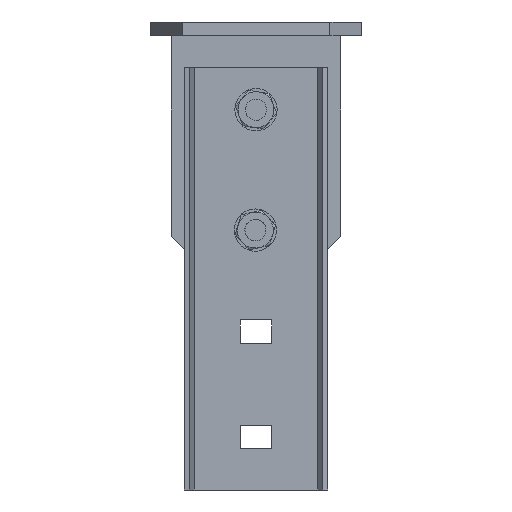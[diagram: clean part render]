
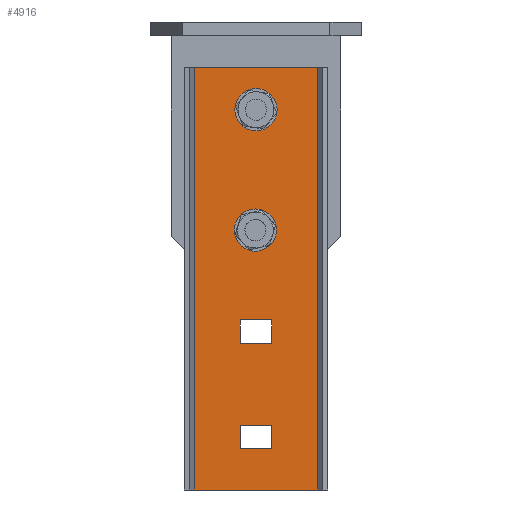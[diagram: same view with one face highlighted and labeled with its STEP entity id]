
A CAD part, left-side view. The second image highlights one B-rep face of the part: STEP entity #4916.
In plain terms, the highlighted face is planar.
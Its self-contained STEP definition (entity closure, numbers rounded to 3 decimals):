
#4171=DIRECTION('',(0.,-1.,0.));
#4172=VECTOR('',#4171,58.229);
#4173=CARTESIAN_POINT('',(0.,29.115,200.));
#4174=LINE('',#4173,#4172);
#4288=DIRECTION('',(0.,0.,1.));
#4289=VECTOR('',#4288,200.);
#4290=CARTESIAN_POINT('',(0.,29.115,0.));
#4291=LINE('',#4290,#4289);
#4296=DIRECTION('',(0.,-1.,0.));
#4297=VECTOR('',#4296,58.229);
#4298=CARTESIAN_POINT('',(0.,29.115,0.));
#4299=LINE('',#4298,#4297);
#4300=DIRECTION('',(0.,0.,1.));
#4301=VECTOR('',#4300,200.);
#4302=CARTESIAN_POINT('',(0.,-29.115,0.));
#4303=LINE('',#4302,#4301);
#4304=DIRECTION('',(0.,-1.,0.));
#4305=VECTOR('',#4304,14.);
#4306=CARTESIAN_POINT('',(0.,7.,169.5));
#4307=LINE('',#4306,#4305);
#4308=CARTESIAN_POINT('',(0.,7.,170.));
#4309=DIRECTION('',(-1.,0.,0.));
#4310=DIRECTION('',(0.,1.,0.));
#4311=AXIS2_PLACEMENT_3D('',#4308,#4309,#4310);
#4313=DIRECTION('',(0.,0.,-1.));
#4314=VECTOR('',#4313,10.);
#4315=CARTESIAN_POINT('',(0.,7.5,180.));
#4316=LINE('',#4315,#4314);
#4317=CARTESIAN_POINT('',(0.,7.,180.));
#4318=DIRECTION('',(-1.,0.,0.));
#4319=DIRECTION('',(0.,0.,1.));
#4320=AXIS2_PLACEMENT_3D('',#4317,#4318,#4319);
#4322=DIRECTION('',(0.,1.,0.));
#4323=VECTOR('',#4322,14.);
#4324=CARTESIAN_POINT('',(0.,-7.,180.5));
#4325=LINE('',#4324,#4323);
#4326=CARTESIAN_POINT('',(0.,-7.,180.));
#4327=DIRECTION('',(-1.,0.,0.));
#4328=DIRECTION('',(0.,-1.,0.));
#4329=AXIS2_PLACEMENT_3D('',#4326,#4327,#4328);
#4331=DIRECTION('',(0.,0.,1.));
#4332=VECTOR('',#4331,10.);
#4333=CARTESIAN_POINT('',(0.,-7.5,170.));
#4334=LINE('',#4333,#4332);
#4335=CARTESIAN_POINT('',(0.,-7.,170.));
#4336=DIRECTION('',(-1.,0.,0.));
#4337=DIRECTION('',(0.,0.,-1.));
#4338=AXIS2_PLACEMENT_3D('',#4335,#4336,#4337);
#4340=DIRECTION('',(0.,-1.,0.));
#4341=VECTOR('',#4340,14.);
#4342=CARTESIAN_POINT('',(0.,7.,119.5));
#4343=LINE('',#4342,#4341);
#4344=CARTESIAN_POINT('',(0.,7.,120.));
#4345=DIRECTION('',(-1.,0.,0.));
#4346=DIRECTION('',(0.,1.,0.));
#4347=AXIS2_PLACEMENT_3D('',#4344,#4345,#4346);
#4349=DIRECTION('',(0.,0.,-1.));
#4350=VECTOR('',#4349,10.);
#4351=CARTESIAN_POINT('',(0.,7.5,130.));
#4352=LINE('',#4351,#4350);
#4353=CARTESIAN_POINT('',(0.,7.,130.));
#4354=DIRECTION('',(-1.,0.,0.));
#4355=DIRECTION('',(0.,0.,1.));
#4356=AXIS2_PLACEMENT_3D('',#4353,#4354,#4355);
#4358=DIRECTION('',(0.,1.,0.));
#4359=VECTOR('',#4358,14.);
#4360=CARTESIAN_POINT('',(0.,-7.,130.5));
#4361=LINE('',#4360,#4359);
#4362=CARTESIAN_POINT('',(0.,-7.,130.));
#4363=DIRECTION('',(-1.,0.,0.));
#4364=DIRECTION('',(0.,-1.,0.));
#4365=AXIS2_PLACEMENT_3D('',#4362,#4363,#4364);
#4367=DIRECTION('',(0.,0.,1.));
#4368=VECTOR('',#4367,10.);
#4369=CARTESIAN_POINT('',(0.,-7.5,120.));
#4370=LINE('',#4369,#4368);
#4371=CARTESIAN_POINT('',(0.,-7.,120.));
#4372=DIRECTION('',(-1.,0.,0.));
#4373=DIRECTION('',(0.,0.,-1.));
#4374=AXIS2_PLACEMENT_3D('',#4371,#4372,#4373);
#4376=CARTESIAN_POINT('',(0.,0.,74.5));
#4377=DIRECTION('',(-1.,0.,0.));
#4378=DIRECTION('',(0.,0.,-1.));
#4379=AXIS2_PLACEMENT_3D('',#4376,#4377,#4378);
#4381=CARTESIAN_POINT('',(0.,0.,74.5));
#4382=DIRECTION('',(-1.,0.,0.));
#4383=DIRECTION('',(0.,1.,0.));
#4384=AXIS2_PLACEMENT_3D('',#4381,#4382,#4383);
#4386=DIRECTION('',(0.,0.,-1.));
#4387=VECTOR('',#4386,5.);
#4388=CARTESIAN_POINT('',(0.,5.5,79.5));
#4389=LINE('',#4388,#4387);
#4390=CARTESIAN_POINT('',(0.,0.,79.5));
#4391=DIRECTION('',(1.,0.,0.));
#4392=DIRECTION('',(0.,1.,0.));
#4393=AXIS2_PLACEMENT_3D('',#4390,#4391,#4392);
#4395=DIRECTION('',(0.,0.,1.));
#4396=VECTOR('',#4395,5.);
#4397=CARTESIAN_POINT('',(0.,-5.5,74.5));
#4398=LINE('',#4397,#4396);
#4399=CARTESIAN_POINT('',(0.,0.,20.));
#4400=DIRECTION('',(-1.,0.,0.));
#4401=DIRECTION('',(0.,0.,1.));
#4402=AXIS2_PLACEMENT_3D('',#4399,#4400,#4401);
#4404=CARTESIAN_POINT('',(0.,0.,20.));
#4405=DIRECTION('',(-1.,0.,0.));
#4406=DIRECTION('',(0.,0.,-1.));
#4407=AXIS2_PLACEMENT_3D('',#4404,#4405,#4406);
#4545=CARTESIAN_POINT('',(0.,7.5,130.));
#4546=CARTESIAN_POINT('',(0.,7.5,120.));
#4547=VERTEX_POINT('',#4545);
#4548=VERTEX_POINT('',#4546);
#4549=CARTESIAN_POINT('',(0.,7.,119.5));
#4550=VERTEX_POINT('',#4549);
#4551=CARTESIAN_POINT('',(0.,0.,69.));
#4552=CARTESIAN_POINT('',(0.,-5.5,74.5));
#4553=VERTEX_POINT('',#4551);
#4554=VERTEX_POINT('',#4552);
#4555=CARTESIAN_POINT('',(0.,-5.5,79.5));
#4556=VERTEX_POINT('',#4555);
#4557=CARTESIAN_POINT('',(0.,5.5,79.5));
#4558=CARTESIAN_POINT('',(0.,5.5,74.5));
#4559=VERTEX_POINT('',#4557);
#4560=VERTEX_POINT('',#4558);
#4561=CARTESIAN_POINT('',(0.,0.,25.5));
#4562=CARTESIAN_POINT('',(0.,0.,14.5));
#4563=VERTEX_POINT('',#4561);
#4564=VERTEX_POINT('',#4562);
#4619=CARTESIAN_POINT('',(0.,-7.,119.5));
#4620=VERTEX_POINT('',#4619);
#4621=CARTESIAN_POINT('',(0.,-7.5,120.));
#4622=VERTEX_POINT('',#4621);
#4623=CARTESIAN_POINT('',(0.,-7.5,130.));
#4624=VERTEX_POINT('',#4623);
#4625=CARTESIAN_POINT('',(0.,-7.,130.5));
#4626=VERTEX_POINT('',#4625);
#4627=CARTESIAN_POINT('',(0.,7.,130.5));
#4628=VERTEX_POINT('',#4627);
#4629=CARTESIAN_POINT('',(0.,-7.,169.5));
#4630=VERTEX_POINT('',#4629);
#4631=CARTESIAN_POINT('',(0.,7.,169.5));
#4632=VERTEX_POINT('',#4631);
#4633=CARTESIAN_POINT('',(0.,-7.5,170.));
#4634=VERTEX_POINT('',#4633);
#4635=CARTESIAN_POINT('',(0.,-7.5,180.));
#4636=VERTEX_POINT('',#4635);
#4637=CARTESIAN_POINT('',(0.,-7.,180.5));
#4638=VERTEX_POINT('',#4637);
#4639=CARTESIAN_POINT('',(0.,7.,180.5));
#4640=VERTEX_POINT('',#4639);
#4641=CARTESIAN_POINT('',(0.,7.5,180.));
#4642=VERTEX_POINT('',#4641);
#4643=CARTESIAN_POINT('',(0.,7.5,170.));
#4644=VERTEX_POINT('',#4643);
#4661=CARTESIAN_POINT('',(0.,29.115,0.));
#4662=CARTESIAN_POINT('',(0.,29.115,200.));
#4663=VERTEX_POINT('',#4661);
#4664=VERTEX_POINT('',#4662);
#4665=CARTESIAN_POINT('',(0.,-29.115,0.));
#4666=CARTESIAN_POINT('',(0.,-29.115,200.));
#4667=VERTEX_POINT('',#4665);
#4668=VERTEX_POINT('',#4666);
#4851=CARTESIAN_POINT('',(0.,29.115,200.));
#4852=DIRECTION('',(1.,0.,0.));
#4853=DIRECTION('',(0.,1.,0.));
#4854=AXIS2_PLACEMENT_3D('',#4851,#4852,#4853);
#4855=PLANE('',#4854);
#4856=ORIENTED_EDGE('',*,*,#4734,.T.);
#4857=ORIENTED_EDGE('',*,*,#4676,.T.);
#4858=ORIENTED_EDGE('',*,*,#4700,.F.);
#4859=ORIENTED_EDGE('',*,*,#4844,.F.);
#4860=EDGE_LOOP('',(#4856,#4857,#4858,#4859));
#4861=FACE_OUTER_BOUND('',#4860,.F.);
#4863=ORIENTED_EDGE('',*,*,#4862,.F.);
#4865=ORIENTED_EDGE('',*,*,#4864,.F.);
#4867=ORIENTED_EDGE('',*,*,#4866,.F.);
#4869=ORIENTED_EDGE('',*,*,#4868,.F.);
#4871=ORIENTED_EDGE('',*,*,#4870,.F.);
#4873=ORIENTED_EDGE('',*,*,#4872,.F.);
#4875=ORIENTED_EDGE('',*,*,#4874,.F.);
#4877=ORIENTED_EDGE('',*,*,#4876,.F.);
#4878=EDGE_LOOP('',(#4863,#4865,#4867,#4869,#4871,#4873,#4875,#4877));
#4879=FACE_BOUND('',#4878,.F.);
#4881=ORIENTED_EDGE('',*,*,#4880,.F.);
#4883=ORIENTED_EDGE('',*,*,#4882,.F.);
#4885=ORIENTED_EDGE('',*,*,#4884,.F.);
#4887=ORIENTED_EDGE('',*,*,#4886,.F.);
#4889=ORIENTED_EDGE('',*,*,#4888,.F.);
#4891=ORIENTED_EDGE('',*,*,#4890,.F.);
#4893=ORIENTED_EDGE('',*,*,#4892,.F.);
#4895=ORIENTED_EDGE('',*,*,#4894,.F.);
#4896=EDGE_LOOP('',(#4881,#4883,#4885,#4887,#4889,#4891,#4893,#4895));
#4897=FACE_BOUND('',#4896,.F.);
#4899=ORIENTED_EDGE('',*,*,#4898,.F.);
#4901=ORIENTED_EDGE('',*,*,#4900,.F.);
#4903=ORIENTED_EDGE('',*,*,#4902,.F.);
#4905=ORIENTED_EDGE('',*,*,#4904,.T.);
#4907=ORIENTED_EDGE('',*,*,#4906,.F.);
#4908=EDGE_LOOP('',(#4899,#4901,#4903,#4905,#4907));
#4909=FACE_BOUND('',#4908,.F.);
#4911=ORIENTED_EDGE('',*,*,#4910,.F.);
#4913=ORIENTED_EDGE('',*,*,#4912,.F.);
#4914=EDGE_LOOP('',(#4911,#4913));
#4915=FACE_BOUND('',#4914,.F.);
#4916=ADVANCED_FACE('',(#4861,#4879,#4897,#4909,#4915),#4855,.T.);
#4312=CIRCLE('',#4311,0.5);
#4321=CIRCLE('',#4320,0.5);
#4330=CIRCLE('',#4329,0.5);
#4339=CIRCLE('',#4338,0.5);
#4348=CIRCLE('',#4347,0.5);
#4357=CIRCLE('',#4356,0.5);
#4366=CIRCLE('',#4365,0.5);
#4375=CIRCLE('',#4374,0.5);
#4380=CIRCLE('',#4379,5.5);
#4385=CIRCLE('',#4384,5.5);
#4394=CIRCLE('',#4393,5.5);
#4403=CIRCLE('',#4402,5.5);
#4408=CIRCLE('',#4407,5.5);
#4676=EDGE_CURVE('',#4667,#4668,#4303,.T.);
#4700=EDGE_CURVE('',#4664,#4668,#4174,.T.);
#4734=EDGE_CURVE('',#4663,#4667,#4299,.T.);
#4844=EDGE_CURVE('',#4663,#4664,#4291,.T.);
#4862=EDGE_CURVE('',#4632,#4630,#4307,.T.);
#4864=EDGE_CURVE('',#4644,#4632,#4312,.T.);
#4866=EDGE_CURVE('',#4642,#4644,#4316,.T.);
#4868=EDGE_CURVE('',#4640,#4642,#4321,.T.);
#4870=EDGE_CURVE('',#4638,#4640,#4325,.T.);
#4872=EDGE_CURVE('',#4636,#4638,#4330,.T.);
#4874=EDGE_CURVE('',#4634,#4636,#4334,.T.);
#4876=EDGE_CURVE('',#4630,#4634,#4339,.T.);
#4880=EDGE_CURVE('',#4550,#4620,#4343,.T.);
#4882=EDGE_CURVE('',#4548,#4550,#4348,.T.);
#4884=EDGE_CURVE('',#4547,#4548,#4352,.T.);
#4886=EDGE_CURVE('',#4628,#4547,#4357,.T.);
#4888=EDGE_CURVE('',#4626,#4628,#4361,.T.);
#4890=EDGE_CURVE('',#4624,#4626,#4366,.T.);
#4892=EDGE_CURVE('',#4622,#4624,#4370,.T.);
#4894=EDGE_CURVE('',#4620,#4622,#4375,.T.);
#4898=EDGE_CURVE('',#4553,#4554,#4380,.T.);
#4900=EDGE_CURVE('',#4560,#4553,#4385,.T.);
#4902=EDGE_CURVE('',#4559,#4560,#4389,.T.);
#4904=EDGE_CURVE('',#4559,#4556,#4394,.T.);
#4906=EDGE_CURVE('',#4554,#4556,#4398,.T.);
#4910=EDGE_CURVE('',#4563,#4564,#4403,.T.);
#4912=EDGE_CURVE('',#4564,#4563,#4408,.T.);
